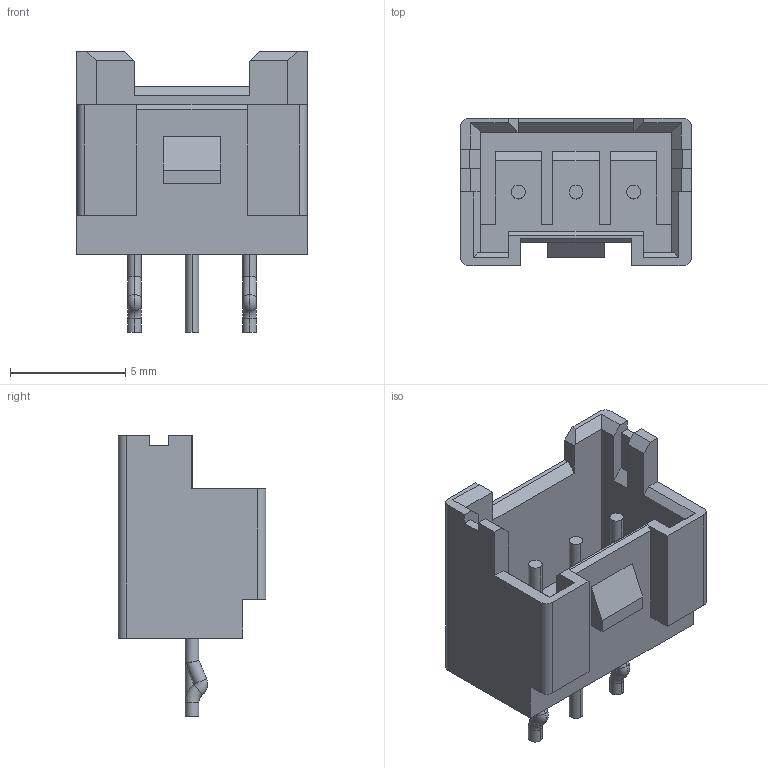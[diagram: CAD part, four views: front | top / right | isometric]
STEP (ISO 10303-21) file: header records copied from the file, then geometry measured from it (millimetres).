
FILE_DESCRIPTION(('FreeCAD Model'),'2;1');
FILE_NAME('C-2132415-3.step','2017-09-01T17:18:48',( 'kicad StepUp'),('ksu MCAD'),'Open CASCADE STEP processor 6.8', 'FreeCAD','Unknown');
FILE_SCHEMA(('AUTOMOTIVE_DESIGN_CC2 { 1 2 10303 214 -1 1 5 4 }'));
Length unit declared in the file: millimetre
Products named in the file (1): C-2132415-3
Bounding box: 10 x 6.4 x 12.2 mm (x, y, z)
Volume: 227.7 mm3; surface area: 580.2 mm2
Topology: 1 solids, 1 shells, 117 faces, 310 edges, 202 vertices
Faces by surface type: plane 85, cylinder 24, torus 8
Entity records: 3749 total; most frequent: CARTESIAN_POINT 790, ORIENTED_EDGE 620, DIRECTION 590, EDGE_CURVE 310, LINE 250, VECTOR 250, VERTEX_POINT 202, AXIS2_PLACEMENT_3D 170
